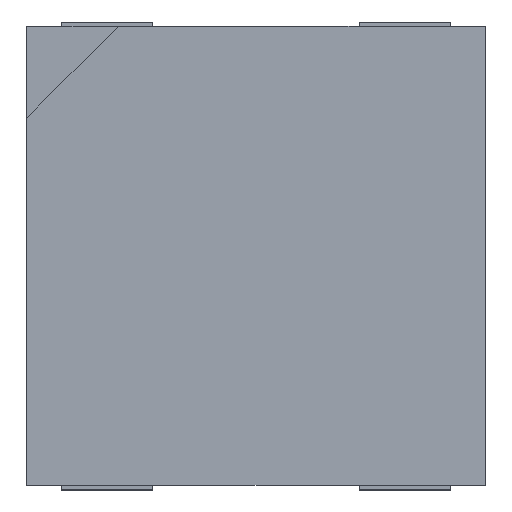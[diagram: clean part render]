
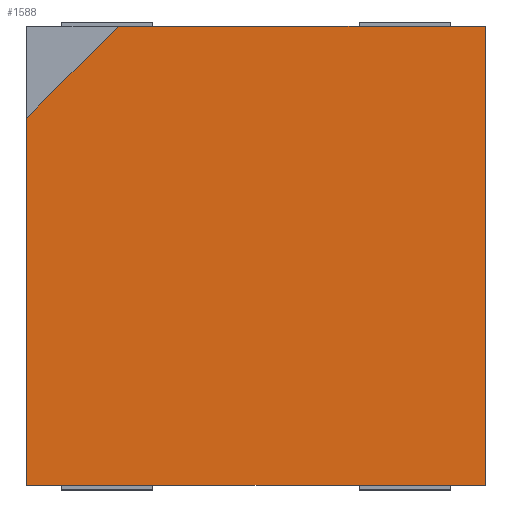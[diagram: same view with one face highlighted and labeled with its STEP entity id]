
A CAD part, top view. The second image highlights one B-rep face of the part: STEP entity #1588.
In plain terms, the highlighted planar face has unit normal (0, 0, 1).
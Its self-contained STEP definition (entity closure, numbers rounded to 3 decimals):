
#32 = PLANE('',#33);
#33 = AXIS2_PLACEMENT_3D('',#34,#35,#36);
#34 = CARTESIAN_POINT('',(-0.5,0.5,0.));
#35 = DIRECTION('',(0.,1.,0.));
#36 = DIRECTION('',(1.,0.,0.));
#72 = PLANE('',#73);
#73 = AXIS2_PLACEMENT_3D('',#74,#75,#76);
#74 = CARTESIAN_POINT('',(-0.5,-0.5,0.));
#75 = DIRECTION('',(-1.,0.,0.));
#76 = DIRECTION('',(0.,1.,0.));
#113 = VERTEX_POINT('',#114);
#114 = CARTESIAN_POINT('',(-0.3,0.5,0.38));
#128 = PLANE('',#129);
#129 = AXIS2_PLACEMENT_3D('',#130,#131,#132);
#130 = CARTESIAN_POINT('',(-0.5,0.3,0.38));
#131 = DIRECTION('',(0.707,-0.707,0.));
#132 = DIRECTION('',(0.707,0.707,0.));
#140 = EDGE_CURVE('',#113,#141,#143,.T.);
#141 = VERTEX_POINT('',#142);
#142 = CARTESIAN_POINT('',(0.5,0.5,0.38));
#143 = SURFACE_CURVE('',#144,(#148,#155),.PCURVE_S1.);
#144 = LINE('',#145,#146);
#145 = CARTESIAN_POINT('',(-0.5,0.5,0.38));
#146 = VECTOR('',#147,1.);
#147 = DIRECTION('',(1.,0.,0.));
#148 = PCURVE('',#32,#149);
#149 = DEFINITIONAL_REPRESENTATION('',(#150),#154);
#150 = LINE('',#151,#152);
#151 = CARTESIAN_POINT('',(0.,-0.38));
#152 = VECTOR('',#153,1.);
#153 = DIRECTION('',(1.,0.));
#154 = ( GEOMETRIC_REPRESENTATION_CONTEXT(2) 
PARAMETRIC_REPRESENTATION_CONTEXT() REPRESENTATION_CONTEXT('2D SPACE',''
  ) );
#155 = PCURVE('',#156,#161);
#156 = PLANE('',#157);
#157 = AXIS2_PLACEMENT_3D('',#158,#159,#160);
#158 = CARTESIAN_POINT('',(0.,0.,0.38));
#159 = DIRECTION('',(-0.,-0.,-1.));
#160 = DIRECTION('',(-1.,0.,0.));
#161 = DEFINITIONAL_REPRESENTATION('',(#162),#166);
#162 = LINE('',#163,#164);
#163 = CARTESIAN_POINT('',(0.5,0.5));
#164 = VECTOR('',#165,1.);
#165 = DIRECTION('',(-1.,0.));
#166 = ( GEOMETRIC_REPRESENTATION_CONTEXT(2) 
PARAMETRIC_REPRESENTATION_CONTEXT() REPRESENTATION_CONTEXT('2D SPACE',''
  ) );
#184 = PLANE('',#185);
#185 = AXIS2_PLACEMENT_3D('',#186,#187,#188);
#186 = CARTESIAN_POINT('',(0.5,0.5,0.));
#187 = DIRECTION('',(1.,0.,0.));
#188 = DIRECTION('',(0.,-1.,0.));
#696 = PLANE('',#697);
#697 = AXIS2_PLACEMENT_3D('',#698,#699,#700);
#698 = CARTESIAN_POINT('',(0.5,-0.5,0.));
#699 = DIRECTION('',(0.,-1.,0.));
#700 = DIRECTION('',(-1.,0.,0.));
#1544 = EDGE_CURVE('',#141,#1545,#1547,.T.);
#1545 = VERTEX_POINT('',#1546);
#1546 = CARTESIAN_POINT('',(0.5,-0.5,0.38));
#1547 = SURFACE_CURVE('',#1548,(#1552,#1559),.PCURVE_S1.);
#1548 = LINE('',#1549,#1550);
#1549 = CARTESIAN_POINT('',(0.5,0.5,0.38));
#1550 = VECTOR('',#1551,1.);
#1551 = DIRECTION('',(0.,-1.,0.));
#1552 = PCURVE('',#184,#1553);
#1553 = DEFINITIONAL_REPRESENTATION('',(#1554),#1558);
#1554 = LINE('',#1555,#1556);
#1555 = CARTESIAN_POINT('',(0.,-0.38));
#1556 = VECTOR('',#1557,1.);
#1557 = DIRECTION('',(1.,0.));
#1558 = ( GEOMETRIC_REPRESENTATION_CONTEXT(2) 
PARAMETRIC_REPRESENTATION_CONTEXT() REPRESENTATION_CONTEXT('2D SPACE',''
  ) );
#1559 = PCURVE('',#156,#1560);
#1560 = DEFINITIONAL_REPRESENTATION('',(#1561),#1565);
#1561 = LINE('',#1562,#1563);
#1562 = CARTESIAN_POINT('',(-0.5,0.5));
#1563 = VECTOR('',#1564,1.);
#1564 = DIRECTION('',(0.,-1.));
#1565 = ( GEOMETRIC_REPRESENTATION_CONTEXT(2) 
PARAMETRIC_REPRESENTATION_CONTEXT() REPRESENTATION_CONTEXT('2D SPACE',''
  ) );
#1588 = ADVANCED_FACE('',(#1589),#156,.F.);
#1589 = FACE_BOUND('',#1590,.F.);
#1590 = EDGE_LOOP('',(#1591,#1614,#1615,#1616,#1639));
#1591 = ORIENTED_EDGE('',*,*,#1592,.T.);
#1592 = EDGE_CURVE('',#1593,#113,#1595,.T.);
#1593 = VERTEX_POINT('',#1594);
#1594 = CARTESIAN_POINT('',(-0.5,0.3,0.38));
#1595 = SURFACE_CURVE('',#1596,(#1600,#1607),.PCURVE_S1.);
#1596 = LINE('',#1597,#1598);
#1597 = CARTESIAN_POINT('',(-0.5,0.3,0.38));
#1598 = VECTOR('',#1599,1.);
#1599 = DIRECTION('',(0.707,0.707,0.));
#1600 = PCURVE('',#156,#1601);
#1601 = DEFINITIONAL_REPRESENTATION('',(#1602),#1606);
#1602 = LINE('',#1603,#1604);
#1603 = CARTESIAN_POINT('',(0.5,0.3));
#1604 = VECTOR('',#1605,1.);
#1605 = DIRECTION('',(-0.707,0.707));
#1606 = ( GEOMETRIC_REPRESENTATION_CONTEXT(2) 
PARAMETRIC_REPRESENTATION_CONTEXT() REPRESENTATION_CONTEXT('2D SPACE',''
  ) );
#1607 = PCURVE('',#128,#1608);
#1608 = DEFINITIONAL_REPRESENTATION('',(#1609),#1613);
#1609 = LINE('',#1610,#1611);
#1610 = CARTESIAN_POINT('',(0.,0.));
#1611 = VECTOR('',#1612,1.);
#1612 = DIRECTION('',(1.,0.));
#1613 = ( GEOMETRIC_REPRESENTATION_CONTEXT(2) 
PARAMETRIC_REPRESENTATION_CONTEXT() REPRESENTATION_CONTEXT('2D SPACE',''
  ) );
#1614 = ORIENTED_EDGE('',*,*,#140,.T.);
#1615 = ORIENTED_EDGE('',*,*,#1544,.T.);
#1616 = ORIENTED_EDGE('',*,*,#1617,.T.);
#1617 = EDGE_CURVE('',#1545,#1618,#1620,.T.);
#1618 = VERTEX_POINT('',#1619);
#1619 = CARTESIAN_POINT('',(-0.5,-0.5,0.38));
#1620 = SURFACE_CURVE('',#1621,(#1625,#1632),.PCURVE_S1.);
#1621 = LINE('',#1622,#1623);
#1622 = CARTESIAN_POINT('',(0.5,-0.5,0.38));
#1623 = VECTOR('',#1624,1.);
#1624 = DIRECTION('',(-1.,0.,0.));
#1625 = PCURVE('',#156,#1626);
#1626 = DEFINITIONAL_REPRESENTATION('',(#1627),#1631);
#1627 = LINE('',#1628,#1629);
#1628 = CARTESIAN_POINT('',(-0.5,-0.5));
#1629 = VECTOR('',#1630,1.);
#1630 = DIRECTION('',(1.,0.));
#1631 = ( GEOMETRIC_REPRESENTATION_CONTEXT(2) 
PARAMETRIC_REPRESENTATION_CONTEXT() REPRESENTATION_CONTEXT('2D SPACE',''
  ) );
#1632 = PCURVE('',#696,#1633);
#1633 = DEFINITIONAL_REPRESENTATION('',(#1634),#1638);
#1634 = LINE('',#1635,#1636);
#1635 = CARTESIAN_POINT('',(0.,-0.38));
#1636 = VECTOR('',#1637,1.);
#1637 = DIRECTION('',(1.,0.));
#1638 = ( GEOMETRIC_REPRESENTATION_CONTEXT(2) 
PARAMETRIC_REPRESENTATION_CONTEXT() REPRESENTATION_CONTEXT('2D SPACE',''
  ) );
#1639 = ORIENTED_EDGE('',*,*,#1640,.T.);
#1640 = EDGE_CURVE('',#1618,#1593,#1641,.T.);
#1641 = SURFACE_CURVE('',#1642,(#1646,#1653),.PCURVE_S1.);
#1642 = LINE('',#1643,#1644);
#1643 = CARTESIAN_POINT('',(-0.5,-0.5,0.38));
#1644 = VECTOR('',#1645,1.);
#1645 = DIRECTION('',(0.,1.,0.));
#1646 = PCURVE('',#156,#1647);
#1647 = DEFINITIONAL_REPRESENTATION('',(#1648),#1652);
#1648 = LINE('',#1649,#1650);
#1649 = CARTESIAN_POINT('',(0.5,-0.5));
#1650 = VECTOR('',#1651,1.);
#1651 = DIRECTION('',(0.,1.));
#1652 = ( GEOMETRIC_REPRESENTATION_CONTEXT(2) 
PARAMETRIC_REPRESENTATION_CONTEXT() REPRESENTATION_CONTEXT('2D SPACE',''
  ) );
#1653 = PCURVE('',#72,#1654);
#1654 = DEFINITIONAL_REPRESENTATION('',(#1655),#1659);
#1655 = LINE('',#1656,#1657);
#1656 = CARTESIAN_POINT('',(0.,-0.38));
#1657 = VECTOR('',#1658,1.);
#1658 = DIRECTION('',(1.,0.));
#1659 = ( GEOMETRIC_REPRESENTATION_CONTEXT(2) 
PARAMETRIC_REPRESENTATION_CONTEXT() REPRESENTATION_CONTEXT('2D SPACE',''
  ) );
